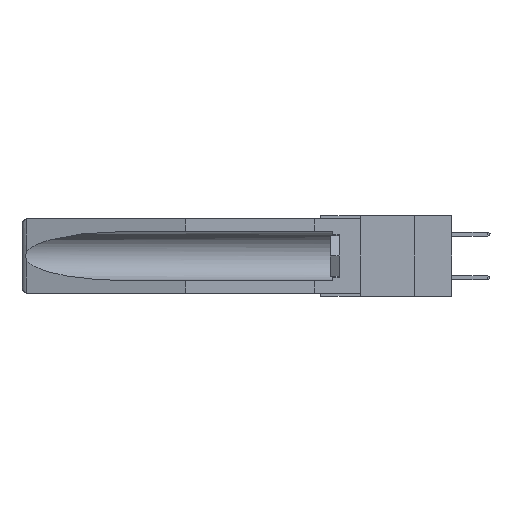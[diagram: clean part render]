
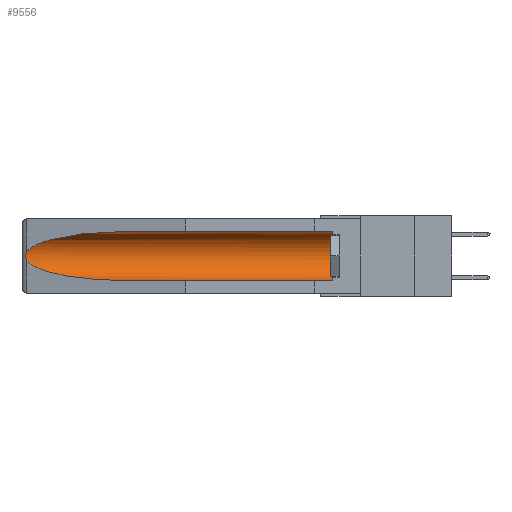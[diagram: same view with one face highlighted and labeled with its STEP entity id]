
A CAD part, left-side view. The second image highlights one B-rep face of the part: STEP entity #9556.
In plain terms, the highlighted cylindrical face has radius 2.857 mm (diameter 5.715 mm), a partial arc.
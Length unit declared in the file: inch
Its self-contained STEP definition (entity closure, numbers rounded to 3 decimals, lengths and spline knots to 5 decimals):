
#1040 = CARTESIAN_POINT ( 'NONE',  ( 0.25451, 1.48313, -0.09465 ) ) ;
#1126 = CARTESIAN_POINT ( 'NONE',  ( 0.2675, 1.53308, -0.17534 ) ) ;
#1141 = DIRECTION ( 'NONE',  ( 0., -1., 0. ) ) ;
#1296 = EDGE_LOOP ( 'NONE', ( #13796, #9426, #3880, #7966, #9974, #15222 ) ) ;
#1918 = DIRECTION ( 'NONE',  ( 0., 0., 1. ) ) ;
#2257 = DIRECTION ( 'NONE',  ( 0., 1., 0. ) ) ;
#2405 = CARTESIAN_POINT ( 'NONE',  ( 0.26655, 1.53094, -0.18657 ) ) ;
#2431 = CARTESIAN_POINT ( 'NONE',  ( 0.26537, 1.52718, -0.14972 ) ) ;
#2854 = LINE ( 'NONE', #14548, #8852 ) ;
#3124 = VERTEX_POINT ( 'NONE', #9957 ) ;
#3454 = CARTESIAN_POINT ( 'NONE',  ( 0.25451, 1.48313, -0.24835 ) ) ;
#3594 = AXIS2_PLACEMENT_3D ( 'NONE', #16942, #12729, #1918 ) ;
#3880 = ORIENTED_EDGE ( 'NONE', *, *, #13883, .T. ) ;
#3924 = EDGE_CURVE ( 'NONE', #10785, #16934, #13505, .T. ) ;
#5319 = VERTEX_POINT ( 'NONE', #11827 ) ;
#6020 = CARTESIAN_POINT ( 'NONE',  ( 0.26537, 1.52718, -0.14972 ) ) ;
#6213 = CARTESIAN_POINT ( 'NONE',  ( 0.26537, 1.52718, -0.19328 ) ) ;
#6591 = CARTESIAN_POINT ( 'NONE',  ( 0.2675, 1.53308, -0.16763 ) ) ;
#6679 = VECTOR ( 'NONE', #11318, 39.37008 ) ;
#7916 = CARTESIAN_POINT ( 'NONE',  ( 0.155, 0.126, -0.059 ) ) ;
#7917 = CARTESIAN_POINT ( 'NONE',  ( 0.26537, 1.52718, -0.14972 ) ) ;
#7966 = ORIENTED_EDGE ( 'NONE', *, *, #11331, .F. ) ;
#8334 = VERTEX_POINT ( 'NONE', #9614 ) ;
#8852 = VECTOR ( 'NONE', #2257, 39.37008 ) ;
#9112 = CARTESIAN_POINT ( 'NONE',  ( 0.26537, 1.52718, -0.19328 ) ) ;
#9236 = CARTESIAN_POINT ( 'NONE',  ( 0.26597, 1.52961, -0.15275 ) ) ;
#9290 = CARTESIAN_POINT ( 'NONE',  ( 0.2673, 1.5327, -0.16383 ) ) ;
#9426 = ORIENTED_EDGE ( 'NONE', *, *, #16110, .T. ) ;
#9556 = ADVANCED_FACE ( 'NONE', ( #15154 ), #13423, .F. ) ;
#9614 = CARTESIAN_POINT ( 'NONE',  ( 0.155, 1.07973, -0.284 ) ) ;
#9957 = CARTESIAN_POINT ( 'NONE',  ( 0.26537, 1.52718, -0.19328 ) ) ;
#9974 = ORIENTED_EDGE ( 'NONE', *, *, #11633, .T. ) ;
#10230 = EDGE_CURVE ( 'NONE', #10939, #10785, #2854, .T. ) ;
#10238 = CARTESIAN_POINT ( 'NONE',  ( 0.155, 1.07973, -0.059 ) ) ;
#10729 = AXIS2_PLACEMENT_3D ( 'NONE', #15059, #1141, #12184 ) ;
#10785 = VERTEX_POINT ( 'NONE', #10238 ) ;
#10939 = VERTEX_POINT ( 'NONE', #7916 ) ;
#10966 = CIRCLE ( 'NONE', #10729, 0.1125 ) ;
#11318 = DIRECTION ( 'NONE',  ( 0., 1., 0. ) ) ;
#11331 = EDGE_CURVE ( 'NONE', #5319, #8334, #17453, .T. ) ;
#11633 = EDGE_CURVE ( 'NONE', #5319, #10939, #10966, .T. ) ;
#11789 = CARTESIAN_POINT ( 'NONE',  ( 0.155, 1.07973, -0.284 ) ) ;
#11827 = CARTESIAN_POINT ( 'NONE',  ( 0.155, 0.126, -0.284 ) ) ;
#11985 = CARTESIAN_POINT ( 'NONE',  ( 0.26654, 1.53092, -0.15636 ) ) ;
#12184 = DIRECTION ( 'NONE',  ( 0., 0., 1. ) ) ;
#12605 = B_SPLINE_CURVE_WITH_KNOTS ( 'NONE', 3,
 ( #7917, #9236, #11985, #9290, #6591, #1126, #17444, #2405, #13479, #9112 ),
 .UNSPECIFIED., .F., .F.,
 ( 4, 2, 2, 2, 4 ),
 ( 0., 0.00029, 0.00058, 0.00087, 0.00117 ),
 .UNSPECIFIED. ) ;
#12729 = DIRECTION ( 'NONE',  ( 0., 1., 0. ) ) ;
#13265 = CARTESIAN_POINT ( 'NONE',  ( 0.155, 1.07973, -0.059 ) ) ;
#13275 = CARTESIAN_POINT ( 'NONE',  ( 0.21114, 1.30732, -0.284 ) ) ;
#13423 = CYLINDRICAL_SURFACE ( 'NONE', #3594, 0.1125 ) ;
#13479 = CARTESIAN_POINT ( 'NONE',  ( 0.26597, 1.5296, -0.19026 ) ) ;
#13505 =( BOUNDED_CURVE ( )  B_SPLINE_CURVE ( 3, ( #13265, #17580, #1040, #2431 ),
 .UNSPECIFIED., .F., .F. ) 
 B_SPLINE_CURVE_WITH_KNOTS ( ( 4, 4 ),
 ( 4.71239, 6.08839 ),
 .UNSPECIFIED. ) 
 CURVE ( )  GEOMETRIC_REPRESENTATION_ITEM ( )  RATIONAL_B_SPLINE_CURVE ( ( 1., 0.848, 0.848, 1. ) ) 
 REPRESENTATION_ITEM ( '' )  );
#13796 = ORIENTED_EDGE ( 'NONE', *, *, #3924, .T. ) ;
#13883 = EDGE_CURVE ( 'NONE', #3124, #8334, #17126, .T. ) ;
#14548 = CARTESIAN_POINT ( 'NONE',  ( 0.155, -0.30754, -0.059 ) ) ;
#15059 = CARTESIAN_POINT ( 'NONE',  ( 0.155, 0.126, -0.1715 ) ) ;
#15154 = FACE_OUTER_BOUND ( 'NONE', #1296, .T. ) ;
#15222 = ORIENTED_EDGE ( 'NONE', *, *, #10230, .T. ) ;
#16110 = EDGE_CURVE ( 'NONE', #16934, #3124, #12605, .T. ) ;
#16934 = VERTEX_POINT ( 'NONE', #6020 ) ;
#16942 = CARTESIAN_POINT ( 'NONE',  ( 0.155, -0.30754, -0.1715 ) ) ;
#17003 = CARTESIAN_POINT ( 'NONE',  ( 0.155, -0.30754, -0.284 ) ) ;
#17126 =( BOUNDED_CURVE ( )  B_SPLINE_CURVE ( 3, ( #6213, #3454, #13275, #11789 ),
 .UNSPECIFIED., .F., .F. ) 
 B_SPLINE_CURVE_WITH_KNOTS ( ( 4, 4 ),
 ( 0.1948, 1.5708 ),
 .UNSPECIFIED. ) 
 CURVE ( )  GEOMETRIC_REPRESENTATION_ITEM ( )  RATIONAL_B_SPLINE_CURVE ( ( 1., 0.848, 0.848, 1. ) ) 
 REPRESENTATION_ITEM ( '' )  );
#17444 = CARTESIAN_POINT ( 'NONE',  ( 0.2673, 1.53269, -0.17917 ) ) ;
#17453 = LINE ( 'NONE', #17003, #6679 ) ;
#17580 = CARTESIAN_POINT ( 'NONE',  ( 0.21114, 1.30732, -0.059 ) ) ;
